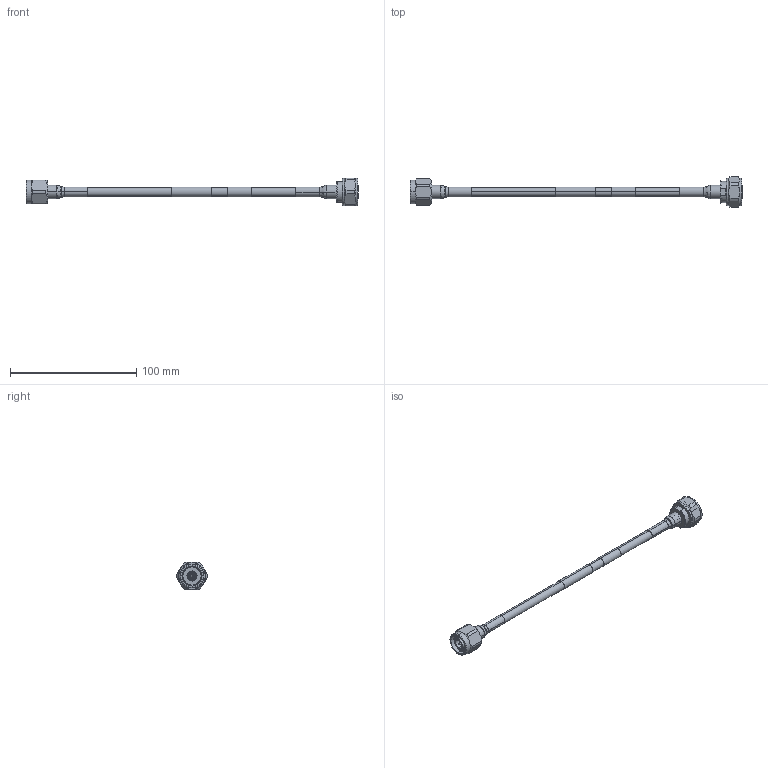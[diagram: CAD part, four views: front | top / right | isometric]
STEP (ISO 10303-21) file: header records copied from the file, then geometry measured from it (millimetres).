
FILE_DESCRIPTION (( 'STEP AP214' ), '1' );
FILE_NAME ('FMCA1316_3D.step', '2025-07-24T19:31:32', ( '' ), ( '' ), 'SwSTEP 2.0', 'SolidWorks 2022', '' );
FILE_SCHEMA (( 'AUTOMOTIVE_DESIGN' ));
Length unit declared in the file: inch
Products named in the file (9): FMCA1316_3D; Copy of Gasket^FMCN1442; FMCN1442; Copy of PE45427 BODY^FMCN1442; Coax Cable^FMCA1316_LABEL+PE PIM; FMCN1433; Copy of Insulation^FMCN1442; Heat Shrink^FMCA1316_Config 1; Copy of PE45427 Contact^FMCN1442
Assembly tree (9 placements, depth 3):
  FMCA1316_3D
    Coax Cable^FMCA1316_LABEL+PE PIM
    FMCN1442
      Copy of PE45427 BODY^FMCN1442
      Copy of PE45427 Contact^FMCN1442
      Copy of Insulation^FMCN1442
      Copy of Gasket^FMCN1442
    FMCN1433
    Heat Shrink^FMCA1316_Config 1  x2
Bounding box: 263.03 x 23.98 x 22 mm (x, y, z)
Volume: 17408 mm3; surface area: 16067.5 mm2
Topology: 8 solids, 9 shells, 268 faces, 622 edges, 385 vertices
Faces by surface type: cylinder 133, cone 55, plane 54, torus 20, bspline 6
Entity records: 10612 total; most frequent: CARTESIAN_POINT 4566, DIRECTION 1204, ORIENTED_EDGE 1152, EDGE_CURVE 576, AXIS2_PLACEMENT_3D 501, VERTEX_POINT 361, EDGE_LOOP 275, CIRCLE 248
